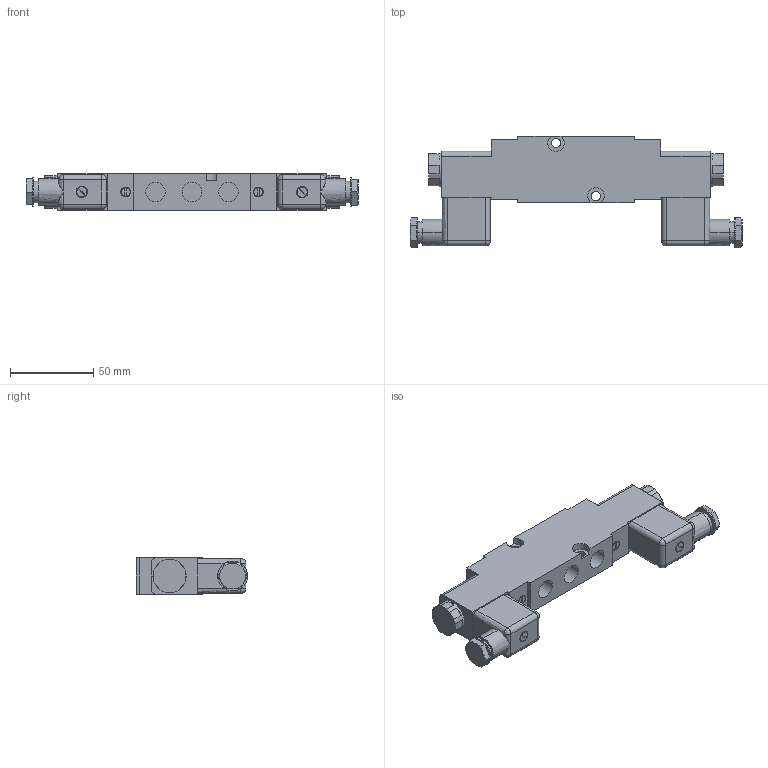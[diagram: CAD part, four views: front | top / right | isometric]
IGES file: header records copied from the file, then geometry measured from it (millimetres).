
Start section:  PTC IGES file: MNH 520 701.igs
Global section: file name: MNH 520 701.igs; native system: b.tamas by Parametric Technology Corporation; preprocessor: 2001360; author: Unknown; organization: PTC; date: 070206.072829; units: millimetre
Bounding box: 200 x 67 x 22 mm (x, y, z)
Surface area: 31655 mm2 (no closed solid volume)
Topology: 0 solids, 0 shells, 228 faces, 1104 edges, 1096 vertices
Faces by surface type: bspline 134, revolution 94
